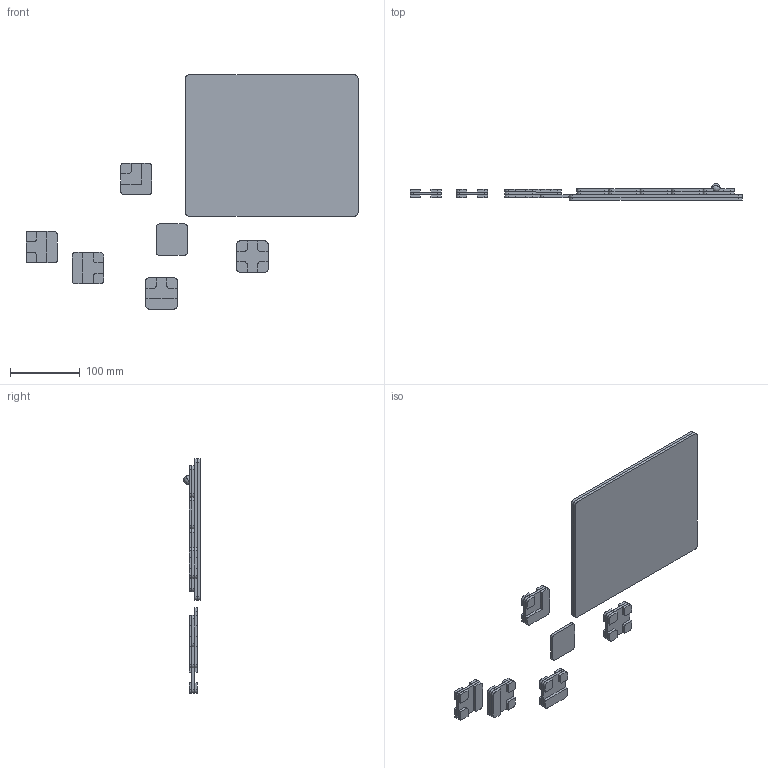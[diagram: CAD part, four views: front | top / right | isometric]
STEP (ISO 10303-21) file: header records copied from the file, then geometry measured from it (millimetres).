
FILE_DESCRIPTION(('CATIA V5 STEP Exchange'),'2;1');
FILE_NAME('Product1.stp','2023-03-06T22:30:01+00:00',('none'),('none'),'CATIA Version 5 Release 21 GA (IN-10)','CATIA V5 STEP AP203','none');
FILE_SCHEMA(('CONFIG_CONTROL_DESIGN'));
Length unit declared in the file: millimetre
Products named in the file (15): Product1; WS2812B Black 60leds_m; 4channel; 2channel; 2channel_str; 3channel; 4channel.7; 2channel.2; 2channel.2.6; 3channel.1.5; 3channel.1.5.9; 2route_speices; 2cha_spe; 1path_species; emptybase
Assembly tree (69 placements, depth 3):
  Product1
    #58
    WS2812B Black 60leds_m
      #89
      #2525
    #14659
    #14966
    #15409
    4channel  x2
      #15440
      #16249
      #16556
    2channel  x2
      #17484
      #18040
      #18347
    2channel_str
      #18997
      #19454
      #19761
    3channel  x8
      #20301
      #21030
      #21337
    4channel.7
      #22125
      #23014
      #23321
    2channel.2
      #24319
      #24875
      #25182
    2channel.2.6
      #25832
      #26388
      #26695
    3channel.1.5
      #27345
      #28008
      #28315
    3channel.1.5.9  x3
      #29045
      #29774
      #30081
    2route_speices
    2cha_spe
      #31055
      #31624
      #31931
    1path_species
      #32614
      #31624
      #33063
    emptybase  x3
      #33636
    #33986
    #34042
Bounding box: 474.83 x 23.64 x 335 mm (x, y, z)
Volume: 690660.4 mm3; surface area: 394520.1 mm2
Topology: 163 solids, 163 shells, 1545 faces, 4263 edges, 3069 vertices
Faces by surface type: plane 1141, cylinder 291, extrusion 107, cone 4, sphere 2
Entity records: 34200 total; most frequent: CARTESIAN_POINT 10856, ORIENTED_EDGE 5218, DIRECTION 3673, EDGE_CURVE 2609, VERTEX_POINT 1969, VECTOR 1670, LINE 1612, AXIS2_PLACEMENT_3D 1141
